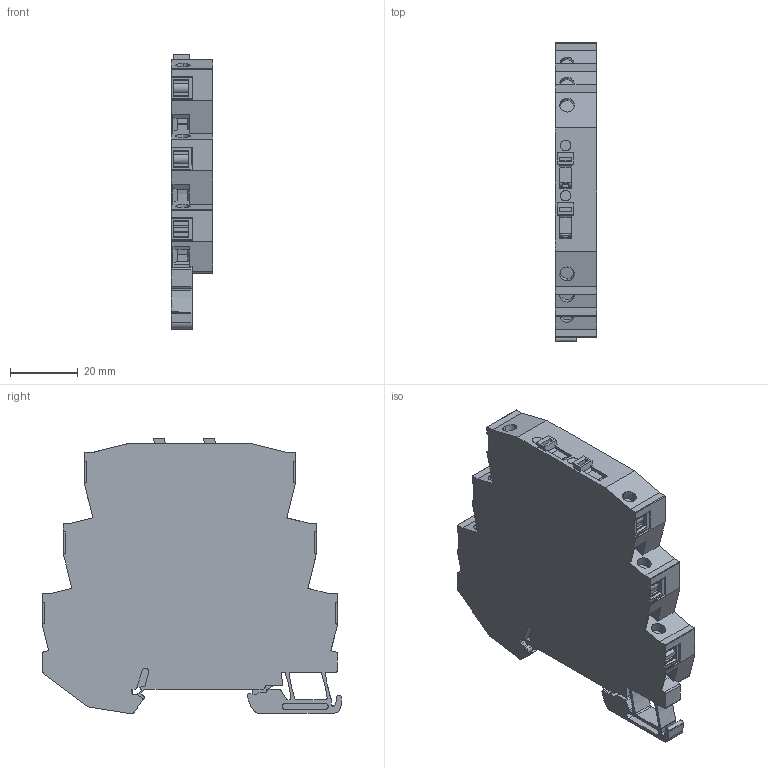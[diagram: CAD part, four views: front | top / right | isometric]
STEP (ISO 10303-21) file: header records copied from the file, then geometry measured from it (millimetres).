
FILE_DESCRIPTION(('CATIA V5R24 STEP','CAx-IF Rec.Pracs.--- Model Styling and Organization---1.2---2011-12-15'),'2;1');
FILE_NAME ('9351000_3_1421440000_S3D_VSSC6TRSLFG24VAC-DC_EX.stp','2017-10-10T05:41:34+00:00',('none'),('Weidmueller'),'CATIA Version 5-6 Release 2014 SP4','CATIA V5 STEP AP214','none');
FILE_SCHEMA(('AUTOMOTIVE_DESIGN { 1 0 10303 214 1 1 1 1 }'));
Length unit declared in the file: millimetre
Products named in the file (1): 1421440000
Bounding box: 12.2 x 88.11 x 81.14 mm (x, y, z)
Volume: 44873.5 mm3; surface area: 24759.1 mm2
Topology: 9 solids, 9 shells, 783 faces, 2423 edges, 1679 vertices
Faces by surface type: plane 503, cylinder 266, extrusion 14
Entity records: 28292 total; most frequent: CARTESIAN_POINT 6504, ORIENTED_EDGE 4846, DIRECTION 3549, EDGE_CURVE 2423, VECTOR 1785, LINE 1771, VERTEX_POINT 1679, AXIS2_PLACEMENT_3D 1121
